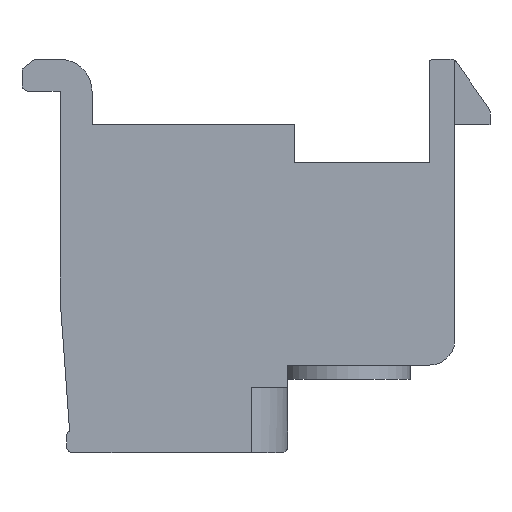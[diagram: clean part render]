
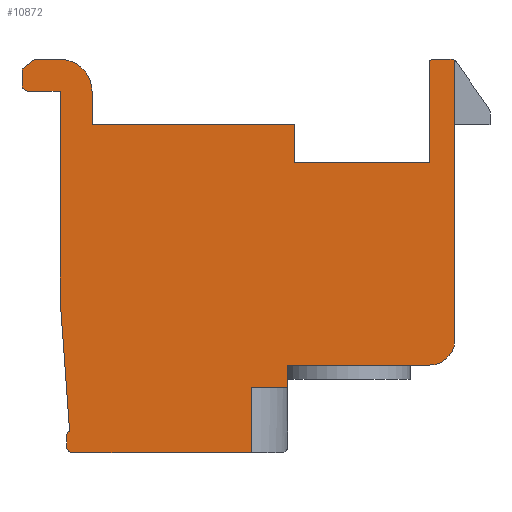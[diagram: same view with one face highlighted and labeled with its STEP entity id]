
A CAD part, front view. The second image highlights one B-rep face of the part: STEP entity #10872.
In plain terms, the highlighted planar face has unit normal (0, -1, 0).
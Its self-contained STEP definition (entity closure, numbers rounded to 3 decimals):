
#1=CARTESIAN_POINT('',(5.45,0.,-2.625));
#2=DIRECTION('',(0.,1.,0.));
#3=DIRECTION('',(1.,0.,0.));
#4=AXIS2_PLACEMENT_3D('',#1,#2,#3);
#6=DIRECTION('',(-1.,0.,0.));
#7=VECTOR('',#6,4.45);
#8=CARTESIAN_POINT('',(5.45,0.,-3.425));
#9=LINE('',#8,#7);
#10=DIRECTION('',(0.,0.,-1.));
#11=VECTOR('',#10,0.7);
#12=CARTESIAN_POINT('',(1.,0.,-3.425));
#13=LINE('',#12,#11);
#14=DIRECTION('',(1.,0.,0.));
#15=VECTOR('',#14,1.15);
#16=CARTESIAN_POINT('',(-0.15,0.,-4.125));
#17=LINE('',#16,#15);
#18=DIRECTION('',(0.,0.,1.));
#19=VECTOR('',#18,2.05);
#20=CARTESIAN_POINT('',(-0.15,0.,-6.175));
#21=LINE('',#20,#19);
#22=DIRECTION('',(-1.,0.,0.));
#23=VECTOR('',#22,5.6);
#24=CARTESIAN_POINT('',(-0.15,0.,-6.175));
#25=LINE('',#24,#23);
#26=CARTESIAN_POINT('',(-5.75,0.,-5.975));
#27=DIRECTION('',(0.,1.,0.));
#28=DIRECTION('',(0.,0.,-1.));
#29=AXIS2_PLACEMENT_3D('',#26,#27,#28);
#31=DIRECTION('',(0.,0.,1.));
#32=VECTOR('',#31,0.3);
#33=CARTESIAN_POINT('',(-5.95,0.,-5.975));
#34=LINE('',#33,#32);
#35=CARTESIAN_POINT('',(-5.75,0.,-5.675));
#36=DIRECTION('',(0.,1.,0.));
#37=DIRECTION('',(-1.,0.,0.));
#38=AXIS2_PLACEMENT_3D('',#35,#36,#37);
#40=DIRECTION('',(-0.072,0.,0.997));
#41=VECTOR('',#40,4.13);
#42=CARTESIAN_POINT('',(-5.854,0.,-5.504));
#43=LINE('',#42,#41);
#44=DIRECTION('',(0.,0.,1.));
#45=VECTOR('',#44,6.56);
#46=CARTESIAN_POINT('',(-6.15,0.,-1.385));
#47=LINE('',#46,#45);
#48=DIRECTION('',(-1.,0.,0.));
#49=VECTOR('',#48,1.);
#50=CARTESIAN_POINT('',(-6.15,0.,5.175));
#51=LINE('',#50,#49);
#52=CARTESIAN_POINT('',(-7.15,0.,5.375));
#53=DIRECTION('',(0.,1.,0.));
#54=DIRECTION('',(0.,0.,-1.));
#55=AXIS2_PLACEMENT_3D('',#52,#53,#54);
#57=DIRECTION('',(0.,0.,1.));
#58=VECTOR('',#57,0.5);
#59=CARTESIAN_POINT('',(-7.35,0.,5.375));
#60=LINE('',#59,#58);
#61=DIRECTION('',(0.785,0.,0.619));
#62=VECTOR('',#61,0.485);
#63=CARTESIAN_POINT('',(-7.35,0.,5.875));
#64=LINE('',#63,#62);
#65=DIRECTION('',(1.,0.,0.));
#66=VECTOR('',#65,0.819);
#67=CARTESIAN_POINT('',(-6.969,0.,6.175));
#68=LINE('',#67,#66);
#69=CARTESIAN_POINT('',(-6.15,0.,5.175));
#70=DIRECTION('',(0.,1.,0.));
#71=DIRECTION('',(0.,0.,1.));
#72=AXIS2_PLACEMENT_3D('',#69,#70,#71);
#74=DIRECTION('',(0.,0.,-1.));
#75=VECTOR('',#74,1.05);
#76=CARTESIAN_POINT('',(-5.15,0.,5.175));
#77=LINE('',#76,#75);
#78=DIRECTION('',(1.,0.,0.));
#79=VECTOR('',#78,6.35);
#80=CARTESIAN_POINT('',(-5.15,0.,4.125));
#81=LINE('',#80,#79);
#82=DIRECTION('',(0.,0.,-1.));
#83=VECTOR('',#82,1.2);
#84=CARTESIAN_POINT('',(1.2,0.,4.125));
#85=LINE('',#84,#83);
#86=DIRECTION('',(1.,0.,0.));
#87=VECTOR('',#86,4.25);
#88=CARTESIAN_POINT('',(1.2,0.,2.925));
#89=LINE('',#88,#87);
#90=DIRECTION('',(0.,0.,1.));
#91=VECTOR('',#90,3.213);
#92=CARTESIAN_POINT('',(5.45,0.,2.925));
#93=LINE('',#92,#91);
#94=CARTESIAN_POINT('',(5.565,0.,5.975));
#95=DIRECTION('',(0.,1.,0.));
#96=DIRECTION('',(-0.577,0.,0.816));
#97=AXIS2_PLACEMENT_3D('',#94,#95,#96);
#99=DIRECTION('',(1.,0.,0.));
#100=VECTOR('',#99,0.626);
#101=CARTESIAN_POINT('',(5.565,0.,6.175));
#102=LINE('',#101,#100);
#103=CARTESIAN_POINT('',(6.127,0.,5.986));
#104=DIRECTION('',(0.,1.,0.));
#105=DIRECTION('',(0.32,0.,0.947));
#106=AXIS2_PLACEMENT_3D('',#103,#104,#105);
#116=DIRECTION('',(0.,0.,1.));
#117=VECTOR('',#116,8.768);
#118=CARTESIAN_POINT('',(6.25,0.,-2.625));
#119=LINE('',#118,#117);
#8294=CARTESIAN_POINT('',(6.25,0.,-2.625));
#8295=CARTESIAN_POINT('',(5.45,0.,-3.425));
#8296=VERTEX_POINT('',#8294);
#8297=VERTEX_POINT('',#8295);
#8298=CARTESIAN_POINT('',(1.,0.,-3.425));
#8299=VERTEX_POINT('',#8298);
#8300=CARTESIAN_POINT('',(-5.75,0.,-6.175));
#8301=CARTESIAN_POINT('',(-5.95,0.,-5.975));
#8302=VERTEX_POINT('',#8300);
#8303=VERTEX_POINT('',#8301);
#8304=CARTESIAN_POINT('',(-5.95,0.,-5.675));
#8305=VERTEX_POINT('',#8304);
#8306=CARTESIAN_POINT('',(-5.854,0.,-5.504));
#8307=VERTEX_POINT('',#8306);
#8308=CARTESIAN_POINT('',(-6.15,0.,-1.385));
#8309=VERTEX_POINT('',#8308);
#8310=CARTESIAN_POINT('',(-6.15,0.,5.175));
#8311=VERTEX_POINT('',#8310);
#8312=CARTESIAN_POINT('',(-7.15,0.,5.175));
#8313=VERTEX_POINT('',#8312);
#8314=CARTESIAN_POINT('',(-7.35,0.,5.375));
#8315=VERTEX_POINT('',#8314);
#8316=CARTESIAN_POINT('',(-7.35,0.,5.875));
#8317=VERTEX_POINT('',#8316);
#8318=CARTESIAN_POINT('',(-6.969,0.,6.175));
#8319=VERTEX_POINT('',#8318);
#8320=CARTESIAN_POINT('',(-6.15,0.,6.175));
#8321=VERTEX_POINT('',#8320);
#8322=CARTESIAN_POINT('',(-5.15,0.,5.175));
#8323=VERTEX_POINT('',#8322);
#8324=CARTESIAN_POINT('',(-5.15,0.,4.125));
#8325=VERTEX_POINT('',#8324);
#8326=CARTESIAN_POINT('',(1.2,0.,4.125));
#8327=VERTEX_POINT('',#8326);
#8328=CARTESIAN_POINT('',(1.2,0.,2.925));
#8329=VERTEX_POINT('',#8328);
#8330=CARTESIAN_POINT('',(5.45,0.,2.925));
#8331=VERTEX_POINT('',#8330);
#8332=CARTESIAN_POINT('',(5.45,0.,6.138));
#8333=VERTEX_POINT('',#8332);
#8334=CARTESIAN_POINT('',(5.565,0.,6.175));
#8335=VERTEX_POINT('',#8334);
#8336=CARTESIAN_POINT('',(6.191,0.,6.175));
#8337=VERTEX_POINT('',#8336);
#8938=CARTESIAN_POINT('',(-0.15,0.,-6.175));
#8939=CARTESIAN_POINT('',(-0.15,0.,-4.125));
#8940=VERTEX_POINT('',#8938);
#8941=VERTEX_POINT('',#8939);
#8942=CARTESIAN_POINT('',(1.,0.,-4.125));
#8943=VERTEX_POINT('',#8942);
#8962=CARTESIAN_POINT('',(6.25,0.,6.143));
#8964=VERTEX_POINT('',#8962);
#10813=CARTESIAN_POINT('',(0.,0.,0.));
#10814=DIRECTION('',(0.,1.,0.));
#10815=DIRECTION('',(1.,0.,0.));
#10816=AXIS2_PLACEMENT_3D('',#10813,#10814,#10815);
#10817=PLANE('',#10816);
#10819=ORIENTED_EDGE('',*,*,#10818,.F.);
#10821=ORIENTED_EDGE('',*,*,#10820,.T.);
#10823=ORIENTED_EDGE('',*,*,#10822,.T.);
#10825=ORIENTED_EDGE('',*,*,#10824,.T.);
#10827=ORIENTED_EDGE('',*,*,#10826,.F.);
#10829=ORIENTED_EDGE('',*,*,#10828,.F.);
#10831=ORIENTED_EDGE('',*,*,#10830,.T.);
#10833=ORIENTED_EDGE('',*,*,#10832,.T.);
#10835=ORIENTED_EDGE('',*,*,#10834,.T.);
#10837=ORIENTED_EDGE('',*,*,#10836,.T.);
#10839=ORIENTED_EDGE('',*,*,#10838,.T.);
#10841=ORIENTED_EDGE('',*,*,#10840,.T.);
#10843=ORIENTED_EDGE('',*,*,#10842,.T.);
#10845=ORIENTED_EDGE('',*,*,#10844,.T.);
#10847=ORIENTED_EDGE('',*,*,#10846,.T.);
#10849=ORIENTED_EDGE('',*,*,#10848,.T.);
#10851=ORIENTED_EDGE('',*,*,#10850,.T.);
#10853=ORIENTED_EDGE('',*,*,#10852,.T.);
#10855=ORIENTED_EDGE('',*,*,#10854,.T.);
#10857=ORIENTED_EDGE('',*,*,#10856,.T.);
#10859=ORIENTED_EDGE('',*,*,#10858,.T.);
#10861=ORIENTED_EDGE('',*,*,#10860,.T.);
#10863=ORIENTED_EDGE('',*,*,#10862,.T.);
#10865=ORIENTED_EDGE('',*,*,#10864,.T.);
#10867=ORIENTED_EDGE('',*,*,#10866,.T.);
#10869=ORIENTED_EDGE('',*,*,#10868,.T.);
#10870=EDGE_LOOP('',(#10819,#10821,#10823,#10825,#10827,#10829,#10831,#10833,
#10835,#10837,#10839,#10841,#10843,#10845,#10847,#10849,#10851,#10853,#10855,
#10857,#10859,#10861,#10863,#10865,#10867,#10869));
#10871=FACE_OUTER_BOUND('',#10870,.F.);
#10872=ADVANCED_FACE('',(#10871),#10817,.F.);
#5=CIRCLE('',#4,0.8);
#30=CIRCLE('',#29,0.2);
#39=CIRCLE('',#38,0.2);
#56=CIRCLE('',#55,0.2);
#73=CIRCLE('',#72,1.);
#98=CIRCLE('',#97,0.2);
#107=CIRCLE('',#106,0.2);
#10818=EDGE_CURVE('',#8296,#8964,#119,.T.);
#10820=EDGE_CURVE('',#8296,#8297,#5,.T.);
#10822=EDGE_CURVE('',#8297,#8299,#9,.T.);
#10824=EDGE_CURVE('',#8299,#8943,#13,.T.);
#10826=EDGE_CURVE('',#8941,#8943,#17,.T.);
#10828=EDGE_CURVE('',#8940,#8941,#21,.T.);
#10830=EDGE_CURVE('',#8940,#8302,#25,.T.);
#10832=EDGE_CURVE('',#8302,#8303,#30,.T.);
#10834=EDGE_CURVE('',#8303,#8305,#34,.T.);
#10836=EDGE_CURVE('',#8305,#8307,#39,.T.);
#10838=EDGE_CURVE('',#8307,#8309,#43,.T.);
#10840=EDGE_CURVE('',#8309,#8311,#47,.T.);
#10842=EDGE_CURVE('',#8311,#8313,#51,.T.);
#10844=EDGE_CURVE('',#8313,#8315,#56,.T.);
#10846=EDGE_CURVE('',#8315,#8317,#60,.T.);
#10848=EDGE_CURVE('',#8317,#8319,#64,.T.);
#10850=EDGE_CURVE('',#8319,#8321,#68,.T.);
#10852=EDGE_CURVE('',#8321,#8323,#73,.T.);
#10854=EDGE_CURVE('',#8323,#8325,#77,.T.);
#10856=EDGE_CURVE('',#8325,#8327,#81,.T.);
#10858=EDGE_CURVE('',#8327,#8329,#85,.T.);
#10860=EDGE_CURVE('',#8329,#8331,#89,.T.);
#10862=EDGE_CURVE('',#8331,#8333,#93,.T.);
#10864=EDGE_CURVE('',#8333,#8335,#98,.T.);
#10866=EDGE_CURVE('',#8335,#8337,#102,.T.);
#10868=EDGE_CURVE('',#8337,#8964,#107,.T.);
